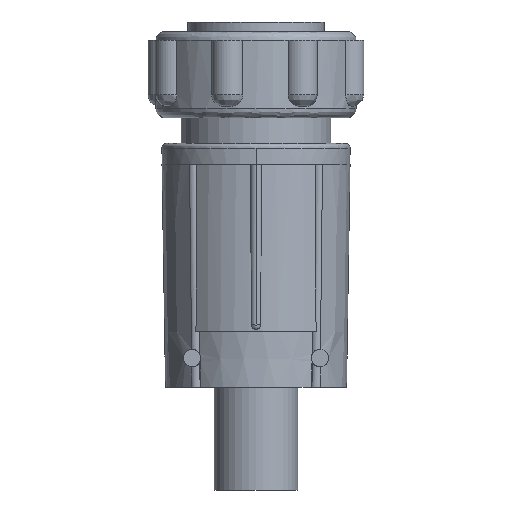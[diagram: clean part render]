
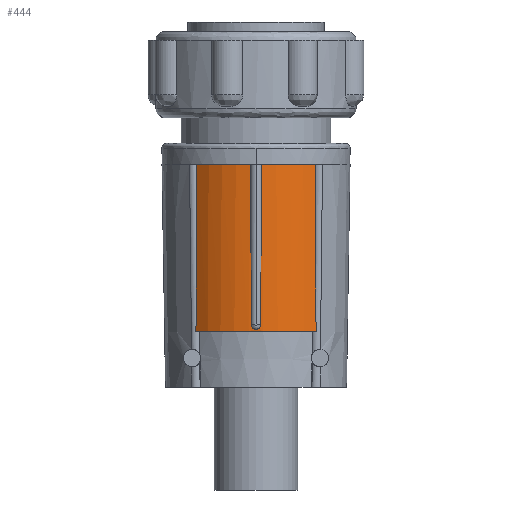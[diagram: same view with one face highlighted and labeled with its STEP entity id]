
A CAD part, front view. The second image highlights one B-rep face of the part: STEP entity #444.
In plain terms, the highlighted cylindrical face has radius 11.917 mm (diameter 23.833 mm), a partial arc.
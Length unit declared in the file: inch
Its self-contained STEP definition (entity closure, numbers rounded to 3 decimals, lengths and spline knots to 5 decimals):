
#65 = CARTESIAN_POINT ( 'NONE',  ( -0.0236, -0.46856, -1.58929 ) ) ;
#92 = EDGE_CURVE ( 'NONE', #7850, #7394, #1772, .T. ) ;
#444 = ADVANCED_FACE ( 'NONE', ( #4280 ), #4295, .T. ) ;
#465 = EDGE_CURVE ( 'NONE', #7214, #7059, #3785, .T. ) ;
#467 = EDGE_CURVE ( 'NONE', #7850, #7692, #872, .T. ) ;
#556 = EDGE_CURVE ( 'NONE', #8020, #7394, #723, .T. ) ;
#723 = CIRCLE ( 'NONE', #3844, 0.46916 ) ;
#764 = EDGE_CURVE ( 'NONE', #7878, #7976, #955, .T. ) ;
#872 = CIRCLE ( 'NONE', #3801, 0.46916 ) ;
#934 = EDGE_CURVE ( 'NONE', #7059, #8020, #1729, .T. ) ;
#955 = CIRCLE ( 'NONE', #3888, 0.46916 ) ;
#996 = EDGE_CURVE ( 'NONE', #7878, #7692, #1725, .T. ) ;
#1015 = EDGE_CURVE ( 'NONE', #7976, #7214, #1718, .T. ) ;
#1653 = EDGE_LOOP ( 'NONE', ( #8114, #8149, #8032, #8030, #7938, #7068, #7951, #7808 ) ) ;
#1718 = B_SPLINE_CURVE_WITH_KNOTS ( 'NONE', 3,
 ( #6775, #6499, #6504, #6609 ),
 .UNSPECIFIED., .F., .F.,
 ( 4, 4 ),
 ( 0., 0.02139 ),
 .UNSPECIFIED. ) ;
#1725 = B_SPLINE_CURVE_WITH_KNOTS ( 'NONE', 3,
 ( #8685, #8698, #8641, #8632, #8609, #8701 ),
 .UNSPECIFIED., .F., .F.,
 ( 4, 2, 4 ),
 ( 0., 0.01111, 0.02223 ),
 .UNSPECIFIED. ) ;
#1729 = B_SPLINE_CURVE_WITH_KNOTS ( 'NONE', 3,
 ( #65, #8531, #8542, #8520 ),
 .UNSPECIFIED., .F., .F.,
 ( 4, 4 ),
 ( 0., 0.02139 ),
 .UNSPECIFIED. ) ;
#1772 = B_SPLINE_CURVE_WITH_KNOTS ( 'NONE', 3,
 ( #2891, #2687, #2883, #2796, #2699, #2696 ),
 .UNSPECIFIED., .F., .F.,
 ( 4, 2, 4 ),
 ( 0., 0.01111, 0.02223 ),
 .UNSPECIFIED. ) ;
#1802 = DIRECTION ( 'NONE',  ( 0., 0., 1. ) ) ;
#1806 = DIRECTION ( 'NONE',  ( 1., 0., 0. ) ) ;
#2426 = DIRECTION ( 'NONE',  ( 1., 0., 0. ) ) ;
#2427 = DIRECTION ( 'NONE',  ( 0., 0., 1. ) ) ;
#2428 = CARTESIAN_POINT ( 'NONE',  ( 0., 0., -1.622 ) ) ;
#2432 = CARTESIAN_POINT ( 'NONE',  ( -0.0236, -0.46856, -1.58929 ) ) ;
#2433 = CARTESIAN_POINT ( 'NONE',  ( -0.02352, -0.46857, -1.59542 ) ) ;
#2434 = CARTESIAN_POINT ( 'NONE',  ( -0.01208, -0.46902, -1.60976 ) ) ;
#2435 = CARTESIAN_POINT ( 'NONE',  ( -0.00604, -0.46916, -1.61212 ) ) ;
#2436 = CARTESIAN_POINT ( 'NONE',  ( -0.02089, -0.46871, -1.60133 ) ) ;
#2437 = CARTESIAN_POINT ( 'NONE',  ( 0.00605, -0.46916, -1.61212 ) ) ;
#2438 = CARTESIAN_POINT ( 'NONE',  ( 0.01213, -0.46902, -1.60972 ) ) ;
#2439 = CARTESIAN_POINT ( 'NONE',  ( 0.02086, -0.46871, -1.60136 ) ) ;
#2440 = CARTESIAN_POINT ( 'NONE',  ( 0.02352, -0.46857, -1.59542 ) ) ;
#2441 = CARTESIAN_POINT ( 'NONE',  ( 0.0236, -0.46856, -1.58929 ) ) ;
#2646 = CARTESIAN_POINT ( 'NONE',  ( 0., 0., -2.94898 ) ) ;
#2687 = CARTESIAN_POINT ( 'NONE',  ( -0.3135, -0.34904, -1.47617 ) ) ;
#2696 = CARTESIAN_POINT ( 'NONE',  ( -0.31016, -0.35201, -0.747 ) ) ;
#2699 = CARTESIAN_POINT ( 'NONE',  ( -0.31045, -0.35175, -0.89284 ) ) ;
#2796 = CARTESIAN_POINT ( 'NONE',  ( -0.31095, -0.35131, -1.03867 ) ) ;
#2883 = CARTESIAN_POINT ( 'NONE',  ( -0.31248, -0.34995, -1.33034 ) ) ;
#2891 = CARTESIAN_POINT ( 'NONE',  ( -0.31496, -0.34772, -1.622 ) ) ;
#3517 = DIRECTION ( 'NONE',  ( 1., 0., 0. ) ) ;
#3519 = DIRECTION ( 'NONE',  ( 0., 0., -1. ) ) ;
#3621 = CARTESIAN_POINT ( 'NONE',  ( 0., 0., -0.747 ) ) ;
#3785 = B_SPLINE_CURVE_WITH_KNOTS ( 'NONE', 3,
 ( #2441, #2440, #2439, #2438, #2437, #2435, #2434, #2436, #2433, #2432 ),
 .UNSPECIFIED., .F., .F.,
 ( 4, 2, 2, 2, 4 ),
 ( 0., 0.00046, 0.00092, 0.00138, 0.00184 ),
 .UNSPECIFIED. ) ;
#3801 = AXIS2_PLACEMENT_3D ( 'NONE', #2428, #2427, #2426 ) ;
#3844 = AXIS2_PLACEMENT_3D ( 'NONE', #5476, #5455, #5838 ) ;
#3888 = AXIS2_PLACEMENT_3D ( 'NONE', #3621, #3519, #3517 ) ;
#4263 = AXIS2_PLACEMENT_3D ( 'NONE', #2646, #1802, #1806 ) ;
#4280 = FACE_OUTER_BOUND ( 'NONE', #1653, .T. ) ;
#4295 = CYLINDRICAL_SURFACE ( 'NONE', #4263, 0.46916 ) ;
#4906 = CARTESIAN_POINT ( 'NONE',  ( -0.02959, -0.46822, -0.747 ) ) ;
#4946 = CARTESIAN_POINT ( 'NONE',  ( 0.02959, -0.46822, -0.747 ) ) ;
#5043 = CARTESIAN_POINT ( 'NONE',  ( 0.31496, -0.34772, -1.622 ) ) ;
#5210 = CARTESIAN_POINT ( 'NONE',  ( 0.31016, -0.35201, -0.747 ) ) ;
#5277 = CARTESIAN_POINT ( 'NONE',  ( -0.31496, -0.34772, -1.622 ) ) ;
#5337 = CARTESIAN_POINT ( 'NONE',  ( 0.0236, -0.46856, -1.58929 ) ) ;
#5361 = CARTESIAN_POINT ( 'NONE',  ( -0.31016, -0.35201, -0.747 ) ) ;
#5419 = CARTESIAN_POINT ( 'NONE',  ( -0.0236, -0.46856, -1.58929 ) ) ;
#5455 = DIRECTION ( 'NONE',  ( 0., 0., -1. ) ) ;
#5476 = CARTESIAN_POINT ( 'NONE',  ( 0., 0., -0.747 ) ) ;
#5838 = DIRECTION ( 'NONE',  ( 1., 0., 0. ) ) ;
#6499 = CARTESIAN_POINT ( 'NONE',  ( 0.02884, -0.46827, -1.02777 ) ) ;
#6504 = CARTESIAN_POINT ( 'NONE',  ( 0.0272, -0.46838, -1.30854 ) ) ;
#6609 = CARTESIAN_POINT ( 'NONE',  ( 0.0236, -0.46856, -1.58929 ) ) ;
#6775 = CARTESIAN_POINT ( 'NONE',  ( 0.02959, -0.46822, -0.747 ) ) ;
#7059 = VERTEX_POINT ( 'NONE', #5419 ) ;
#7068 = ORIENTED_EDGE ( 'NONE', *, *, #934, .T. ) ;
#7214 = VERTEX_POINT ( 'NONE', #5337 ) ;
#7394 = VERTEX_POINT ( 'NONE', #5361 ) ;
#7692 = VERTEX_POINT ( 'NONE', #5043 ) ;
#7808 = ORIENTED_EDGE ( 'NONE', *, *, #92, .F. ) ;
#7850 = VERTEX_POINT ( 'NONE', #5277 ) ;
#7878 = VERTEX_POINT ( 'NONE', #5210 ) ;
#7938 = ORIENTED_EDGE ( 'NONE', *, *, #465, .T. ) ;
#7951 = ORIENTED_EDGE ( 'NONE', *, *, #556, .T. ) ;
#7976 = VERTEX_POINT ( 'NONE', #4946 ) ;
#8020 = VERTEX_POINT ( 'NONE', #4906 ) ;
#8030 = ORIENTED_EDGE ( 'NONE', *, *, #1015, .T. ) ;
#8032 = ORIENTED_EDGE ( 'NONE', *, *, #764, .T. ) ;
#8114 = ORIENTED_EDGE ( 'NONE', *, *, #467, .T. ) ;
#8149 = ORIENTED_EDGE ( 'NONE', *, *, #996, .F. ) ;
#8520 = CARTESIAN_POINT ( 'NONE',  ( -0.02959, -0.46822, -0.747 ) ) ;
#8531 = CARTESIAN_POINT ( 'NONE',  ( -0.0272, -0.46838, -1.30854 ) ) ;
#8542 = CARTESIAN_POINT ( 'NONE',  ( -0.02884, -0.46827, -1.02777 ) ) ;
#8609 = CARTESIAN_POINT ( 'NONE',  ( 0.3135, -0.34904, -1.47617 ) ) ;
#8632 = CARTESIAN_POINT ( 'NONE',  ( 0.31248, -0.34995, -1.33034 ) ) ;
#8641 = CARTESIAN_POINT ( 'NONE',  ( 0.31095, -0.35131, -1.03868 ) ) ;
#8685 = CARTESIAN_POINT ( 'NONE',  ( 0.31016, -0.35201, -0.747 ) ) ;
#8698 = CARTESIAN_POINT ( 'NONE',  ( 0.31045, -0.35175, -0.89284 ) ) ;
#8701 = CARTESIAN_POINT ( 'NONE',  ( 0.31496, -0.34772, -1.622 ) ) ;
